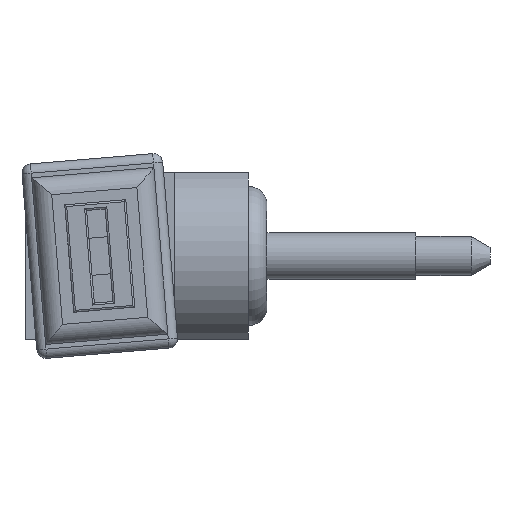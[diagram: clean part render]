
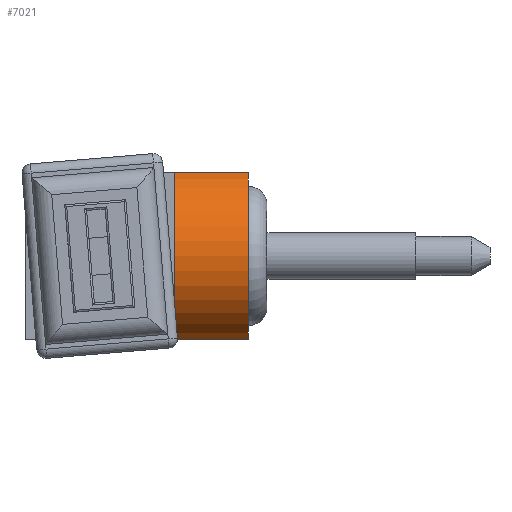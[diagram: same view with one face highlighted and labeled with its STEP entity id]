
A CAD part, front view. The second image highlights one B-rep face of the part: STEP entity #7021.
In plain terms, the highlighted cylindrical face has radius 4.8 mm (diameter 9.6 mm), a partial arc.
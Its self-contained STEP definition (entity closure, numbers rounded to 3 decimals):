
#104 = EDGE_CURVE ( 'NONE', #3205, #4594, #610, .T. ) ;
#119 = EDGE_CURVE ( 'NONE', #3205, #1671, #5062, .T. ) ;
#158 = DIRECTION ( 'NONE',  ( 0., 0., 1. ) ) ;
#207 = EDGE_LOOP ( 'NONE', ( #842, #2230, #2055, #3437 ) ) ;
#232 = DIRECTION ( 'NONE',  ( 1., 0., 0. ) ) ;
#265 = DIRECTION ( 'NONE',  ( 0., 0., 1. ) ) ;
#376 = LINE ( 'NONE', #1559, #1986 ) ;
#422 = EDGE_CURVE ( 'NONE', #6229, #1671, #2197, .T. ) ;
#610 = CIRCLE ( 'NONE', #7523, 4.8 ) ;
#842 = ORIENTED_EDGE ( 'NONE', *, *, #104, .F. ) ;
#863 = CARTESIAN_POINT ( 'NONE',  ( -4.838, 16.926, 35.6 ) ) ;
#1386 = CARTESIAN_POINT ( 'NONE',  ( -4.838, 15.255, 31.1 ) ) ;
#1559 = CARTESIAN_POINT ( 'NONE',  ( -4.838, 15.255, 40.1 ) ) ;
#1671 = VERTEX_POINT ( 'NONE', #1386 ) ;
#1932 = VECTOR ( 'NONE', #232, 1000. ) ;
#1986 = VECTOR ( 'NONE', #5078, 1000. ) ;
#2055 = ORIENTED_EDGE ( 'NONE', *, *, #422, .F. ) ;
#2197 = CIRCLE ( 'NONE', #4310, 4.8 ) ;
#2230 = ORIENTED_EDGE ( 'NONE', *, *, #119, .T. ) ;
#2777 = CYLINDRICAL_SURFACE ( 'NONE', #2868, 4.8 ) ;
#2868 = AXIS2_PLACEMENT_3D ( 'NONE', #863, #4985, #265 ) ;
#3205 = VERTEX_POINT ( 'NONE', #4678 ) ;
#3312 = DIRECTION ( 'NONE',  ( 1., 0., 0. ) ) ;
#3437 = ORIENTED_EDGE ( 'NONE', *, *, #6076, .T. ) ;
#3730 = DIRECTION ( 'NONE',  ( -1., 0., 0. ) ) ;
#3810 = CARTESIAN_POINT ( 'NONE',  ( -4.838, 15.255, 31.1 ) ) ;
#4310 = AXIS2_PLACEMENT_3D ( 'NONE', #6835, #3312, #7413 ) ;
#4594 = VERTEX_POINT ( 'NONE', #6343 ) ;
#4678 = CARTESIAN_POINT ( 'NONE',  ( -8.838, 15.255, 31.1 ) ) ;
#4902 = FACE_OUTER_BOUND ( 'NONE', #207, .T. ) ;
#4985 = DIRECTION ( 'NONE',  ( -1., 0., 0. ) ) ;
#5062 = LINE ( 'NONE', #3810, #1932 ) ;
#5078 = DIRECTION ( 'NONE',  ( -1., 0., 0. ) ) ;
#6076 = EDGE_CURVE ( 'NONE', #6229, #4594, #376, .T. ) ;
#6229 = VERTEX_POINT ( 'NONE', #6932 ) ;
#6343 = CARTESIAN_POINT ( 'NONE',  ( -8.838, 15.255, 40.1 ) ) ;
#6835 = CARTESIAN_POINT ( 'NONE',  ( -4.838, 16.926, 35.6 ) ) ;
#6932 = CARTESIAN_POINT ( 'NONE',  ( -4.838, 15.255, 40.1 ) ) ;
#7021 = ADVANCED_FACE ( 'NONE', ( #4902 ), #2777, .T. ) ;
#7248 = CARTESIAN_POINT ( 'NONE',  ( -8.838, 16.926, 35.6 ) ) ;
#7413 = DIRECTION ( 'NONE',  ( 0., 0., -1. ) ) ;
#7523 = AXIS2_PLACEMENT_3D ( 'NONE', #7248, #3730, #158 ) ;
